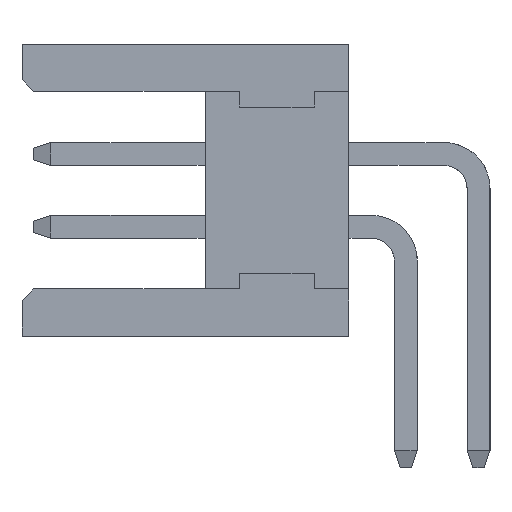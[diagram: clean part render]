
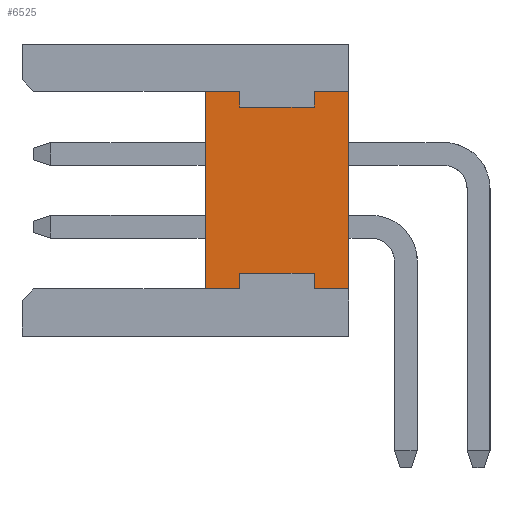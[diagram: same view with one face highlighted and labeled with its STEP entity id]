
A CAD part, left-side view. The second image highlights one B-rep face of the part: STEP entity #6525.
In plain terms, the highlighted planar face has unit normal (-1, 0, 0).
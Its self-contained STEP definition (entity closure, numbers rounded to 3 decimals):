
#675=CARTESIAN_POINT('',(0.,0.,-20.955));
#676=VERTEX_POINT('',#675);
#686=CARTESIAN_POINT('',(0.,0.,-108.585));
#687=VERTEX_POINT('',#686);
#688=CARTESIAN_POINT('',(0.,0.,-20.955));
#689=CARTESIAN_POINT('',(0.,0.,-38.481));
#690=CARTESIAN_POINT('',(0.,0.,-56.007));
#691=CARTESIAN_POINT('',(0.,0.,-73.533));
#692=CARTESIAN_POINT('',(0.,0.,-91.059));
#693=CARTESIAN_POINT('',(0.,0.,-108.585));
#694=B_SPLINE_CURVE_WITH_KNOTS('',5,(#688,#689,#690,#691,#692,#693),.UNSPECIFIED.,.F.,.U.,(6,6),(0.,3.45),.UNSPECIFIED.);
#695=EDGE_CURVE('',#676,#687,#694,.T.);
#6383=CARTESIAN_POINT('',(0.,15.24,-20.955));
#6384=VERTEX_POINT('',#6383);
#6394=CARTESIAN_POINT('',(0.,15.24,-20.955));
#6395=CARTESIAN_POINT('',(0.,12.192,-20.955));
#6396=CARTESIAN_POINT('',(0.,9.144,-20.955));
#6397=CARTESIAN_POINT('',(0.,6.096,-20.955));
#6398=CARTESIAN_POINT('',(0.,3.048,-20.955));
#6399=CARTESIAN_POINT('',(0.,0.,-20.955));
#6400=B_SPLINE_CURVE_WITH_KNOTS('',5,(#6394,#6395,#6396,#6397,#6398,#6399),.UNSPECIFIED.,.F.,.U.,(6,6),(0.,0.6),.UNSPECIFIED.);
#6401=EDGE_CURVE('',#6384,#676,#6400,.T.);
#6408=CARTESIAN_POINT('',(0.,31.75,-64.77));
#6409=DIRECTION('',(0.,0.,1.));
#6410=DIRECTION('',(-1.,0.,0.));
#6411=AXIS2_PLACEMENT_3D('',#6408,#6410,#6409);
#6412=PLANE('',#6411);
#6413=CARTESIAN_POINT('',(0.,48.26,-101.6));
#6414=VERTEX_POINT('',#6413);
#6415=CARTESIAN_POINT('',(0.,15.24,-101.6));
#6416=VERTEX_POINT('',#6415);
#6417=CARTESIAN_POINT('',(0.,48.26,-101.6));
#6418=CARTESIAN_POINT('',(0.,41.656,-101.6));
#6419=CARTESIAN_POINT('',(0.,35.052,-101.6));
#6420=CARTESIAN_POINT('',(0.,28.448,-101.6));
#6421=CARTESIAN_POINT('',(0.,21.844,-101.6));
#6422=CARTESIAN_POINT('',(0.,15.24,-101.6));
#6423=B_SPLINE_CURVE_WITH_KNOTS('',5,(#6417,#6418,#6419,#6420,#6421,#6422),.UNSPECIFIED.,.F.,.U.,(6,6),(0.,1.3),.UNSPECIFIED.);
#6424=EDGE_CURVE('',#6414,#6416,#6423,.T.);
#6425=ORIENTED_EDGE('',*,*,#6424,.T.);
#6426=CARTESIAN_POINT('',(0.,15.24,-108.585));
#6427=VERTEX_POINT('',#6426);
#6428=CARTESIAN_POINT('',(0.,15.24,-101.6));
#6429=CARTESIAN_POINT('',(0.,15.24,-102.997));
#6430=CARTESIAN_POINT('',(0.,15.24,-104.394));
#6431=CARTESIAN_POINT('',(0.,15.24,-105.791));
#6432=CARTESIAN_POINT('',(0.,15.24,-107.188));
#6433=CARTESIAN_POINT('',(0.,15.24,-108.585));
#6434=B_SPLINE_CURVE_WITH_KNOTS('',5,(#6428,#6429,#6430,#6431,#6432,#6433),.UNSPECIFIED.,.F.,.U.,(6,6),(0.,0.275),.UNSPECIFIED.);
#6435=EDGE_CURVE('',#6416,#6427,#6434,.T.);
#6436=ORIENTED_EDGE('',*,*,#6435,.T.);
#6437=CARTESIAN_POINT('',(0.,15.24,-108.585));
#6438=CARTESIAN_POINT('',(0.,12.192,-108.585));
#6439=CARTESIAN_POINT('',(0.,9.144,-108.585));
#6440=CARTESIAN_POINT('',(0.,6.096,-108.585));
#6441=CARTESIAN_POINT('',(0.,3.048,-108.585));
#6442=CARTESIAN_POINT('',(0.,0.,-108.585));
#6443=B_SPLINE_CURVE_WITH_KNOTS('',5,(#6437,#6438,#6439,#6440,#6441,#6442),.UNSPECIFIED.,.F.,.U.,(6,6),(0.,0.6),.UNSPECIFIED.);
#6444=EDGE_CURVE('',#6427,#687,#6443,.T.);
#6445=ORIENTED_EDGE('',*,*,#6444,.T.);
#6446=ORIENTED_EDGE('',*,*,#695,.F.);
#6447=ORIENTED_EDGE('',*,*,#6401,.F.);
#6448=CARTESIAN_POINT('',(0.,15.24,-27.94));
#6449=VERTEX_POINT('',#6448);
#6450=CARTESIAN_POINT('',(0.,15.24,-20.955));
#6451=CARTESIAN_POINT('',(0.,15.24,-22.352));
#6452=CARTESIAN_POINT('',(0.,15.24,-23.749));
#6453=CARTESIAN_POINT('',(0.,15.24,-25.146));
#6454=CARTESIAN_POINT('',(0.,15.24,-26.543));
#6455=CARTESIAN_POINT('',(0.,15.24,-27.94));
#6456=B_SPLINE_CURVE_WITH_KNOTS('',5,(#6450,#6451,#6452,#6453,#6454,#6455),.UNSPECIFIED.,.F.,.U.,(6,6),(0.,0.275),.UNSPECIFIED.);
#6457=EDGE_CURVE('',#6384,#6449,#6456,.T.);
#6458=ORIENTED_EDGE('',*,*,#6457,.T.);
#6459=CARTESIAN_POINT('',(0.,48.26,-27.94));
#6460=VERTEX_POINT('',#6459);
#6461=CARTESIAN_POINT('',(0.,15.24,-27.94));
#6462=CARTESIAN_POINT('',(0.,21.844,-27.94));
#6463=CARTESIAN_POINT('',(0.,28.448,-27.94));
#6464=CARTESIAN_POINT('',(0.,35.052,-27.94));
#6465=CARTESIAN_POINT('',(0.,41.656,-27.94));
#6466=CARTESIAN_POINT('',(0.,48.26,-27.94));
#6467=B_SPLINE_CURVE_WITH_KNOTS('',5,(#6461,#6462,#6463,#6464,#6465,#6466),.UNSPECIFIED.,.F.,.U.,(6,6),(0.,1.3),.UNSPECIFIED.);
#6468=EDGE_CURVE('',#6449,#6460,#6467,.T.);
#6469=ORIENTED_EDGE('',*,*,#6468,.T.);
#6470=CARTESIAN_POINT('',(0.,48.26,-20.955));
#6471=VERTEX_POINT('',#6470);
#6472=CARTESIAN_POINT('',(0.,48.26,-27.94));
#6473=CARTESIAN_POINT('',(0.,48.26,-26.543));
#6474=CARTESIAN_POINT('',(0.,48.26,-25.146));
#6475=CARTESIAN_POINT('',(0.,48.26,-23.749));
#6476=CARTESIAN_POINT('',(0.,48.26,-22.352));
#6477=CARTESIAN_POINT('',(0.,48.26,-20.955));
#6478=B_SPLINE_CURVE_WITH_KNOTS('',5,(#6472,#6473,#6474,#6475,#6476,#6477),.UNSPECIFIED.,.F.,.U.,(6,6),(0.,0.275),.UNSPECIFIED.);
#6479=EDGE_CURVE('',#6460,#6471,#6478,.T.);
#6480=ORIENTED_EDGE('',*,*,#6479,.T.);
#6481=CARTESIAN_POINT('',(0.,63.5,-20.955));
#6482=VERTEX_POINT('',#6481);
#6483=CARTESIAN_POINT('',(0.,48.26,-20.955));
#6484=CARTESIAN_POINT('',(0.,51.308,-20.955));
#6485=CARTESIAN_POINT('',(0.,54.356,-20.955));
#6486=CARTESIAN_POINT('',(0.,57.404,-20.955));
#6487=CARTESIAN_POINT('',(0.,60.452,-20.955));
#6488=CARTESIAN_POINT('',(0.,63.5,-20.955));
#6489=B_SPLINE_CURVE_WITH_KNOTS('',5,(#6483,#6484,#6485,#6486,#6487,#6488),.UNSPECIFIED.,.F.,.U.,(6,6),(0.,0.6),.UNSPECIFIED.);
#6490=EDGE_CURVE('',#6471,#6482,#6489,.T.);
#6491=ORIENTED_EDGE('',*,*,#6490,.T.);
#6492=CARTESIAN_POINT('',(0.,63.5,-108.585));
#6493=VERTEX_POINT('',#6492);
#6494=CARTESIAN_POINT('',(0.,63.5,-20.955));
#6495=CARTESIAN_POINT('',(0.,63.5,-38.481));
#6496=CARTESIAN_POINT('',(0.,63.5,-56.007));
#6497=CARTESIAN_POINT('',(0.,63.5,-73.533));
#6498=CARTESIAN_POINT('',(0.,63.5,-91.059));
#6499=CARTESIAN_POINT('',(0.,63.5,-108.585));
#6500=B_SPLINE_CURVE_WITH_KNOTS('',5,(#6494,#6495,#6496,#6497,#6498,#6499),.UNSPECIFIED.,.F.,.U.,(6,6),(0.,3.45),.UNSPECIFIED.);
#6501=EDGE_CURVE('',#6482,#6493,#6500,.T.);
#6502=ORIENTED_EDGE('',*,*,#6501,.T.);
#6503=CARTESIAN_POINT('',(0.,48.26,-108.585));
#6504=VERTEX_POINT('',#6503);
#6505=CARTESIAN_POINT('',(0.,63.5,-108.585));
#6506=CARTESIAN_POINT('',(0.,60.452,-108.585));
#6507=CARTESIAN_POINT('',(0.,57.404,-108.585));
#6508=CARTESIAN_POINT('',(0.,54.356,-108.585));
#6509=CARTESIAN_POINT('',(0.,51.308,-108.585));
#6510=CARTESIAN_POINT('',(0.,48.26,-108.585));
#6511=B_SPLINE_CURVE_WITH_KNOTS('',5,(#6505,#6506,#6507,#6508,#6509,#6510),.UNSPECIFIED.,.F.,.U.,(6,6),(0.,0.6),.UNSPECIFIED.);
#6512=EDGE_CURVE('',#6493,#6504,#6511,.T.);
#6513=ORIENTED_EDGE('',*,*,#6512,.T.);
#6514=CARTESIAN_POINT('',(0.,48.26,-108.585));
#6515=CARTESIAN_POINT('',(0.,48.26,-107.188));
#6516=CARTESIAN_POINT('',(0.,48.26,-105.791));
#6517=CARTESIAN_POINT('',(0.,48.26,-104.394));
#6518=CARTESIAN_POINT('',(0.,48.26,-102.997));
#6519=CARTESIAN_POINT('',(0.,48.26,-101.6));
#6520=B_SPLINE_CURVE_WITH_KNOTS('',5,(#6514,#6515,#6516,#6517,#6518,#6519),.UNSPECIFIED.,.F.,.U.,(6,6),(0.,0.275),.UNSPECIFIED.);
#6521=EDGE_CURVE('',#6504,#6414,#6520,.T.);
#6522=ORIENTED_EDGE('',*,*,#6521,.T.);
#6523=EDGE_LOOP('',(#6425,#6436,#6445,#6446,#6447,#6458,#6469,#6480,#6491,#6502,#6513,#6522));
#6524=FACE_OUTER_BOUND('',#6523,.T.);
#6525=ADVANCED_FACE('',(#6524),#6412,.T.);
